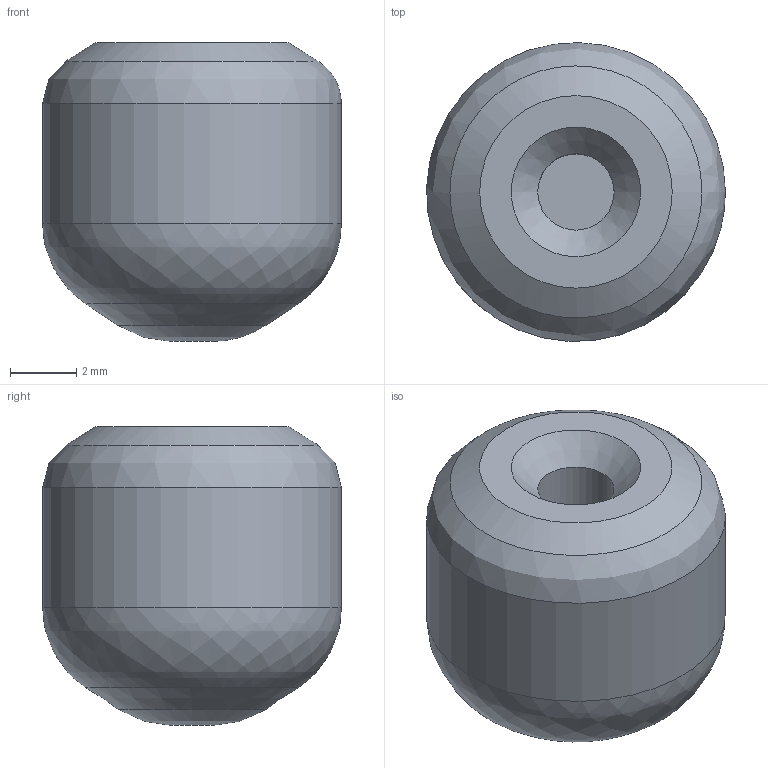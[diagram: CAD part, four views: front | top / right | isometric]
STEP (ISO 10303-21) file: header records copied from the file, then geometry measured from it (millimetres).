
FILE_DESCRIPTION(('FreeCAD Model'),'2;1');
FILE_NAME('top.step', '2022-11-01T23:37:24',('Author'),(''), 'Open CASCADE STEP processor 7.3','FreeCAD','Unknown');
FILE_SCHEMA(('AUTOMOTIVE_DESIGN { 1 0 10303 214 1 1 1 1 }'));
Length unit declared in the file: millimetre
Products named in the file (1): tip
Bounding box: 9 x 8.99 x 9 mm (x, y, z)
Volume: 445.4 mm3; surface area: 341.7 mm2
Topology: 1 solids, 1 shells, 11 faces, 18 edges, 10 vertices
Faces by surface type: plane 3, cone 3, cylinder 2, bspline 2, revolution 1
Full cylindrical faces by diameter (mm): 2.3 x1, 9 x1
Entity records: 768 total; most frequent: CARTESIAN_POINT 328, DIRECTION 58, ORIENTED_EDGE 36, PCURVE 36, DEFINITIONAL_REPRESENTATION 36, LINE 21, VECTOR 21, EDGE_CURVE 18
